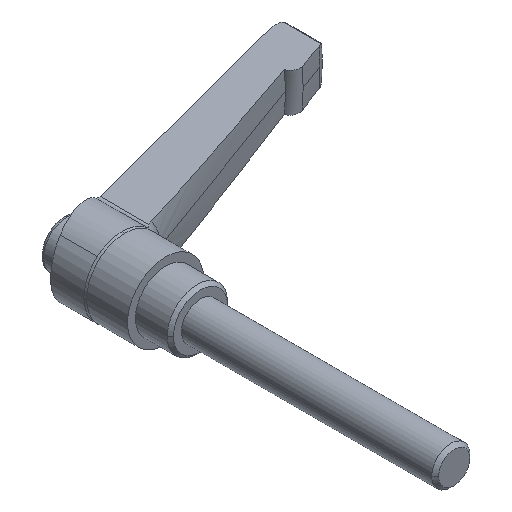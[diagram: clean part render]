
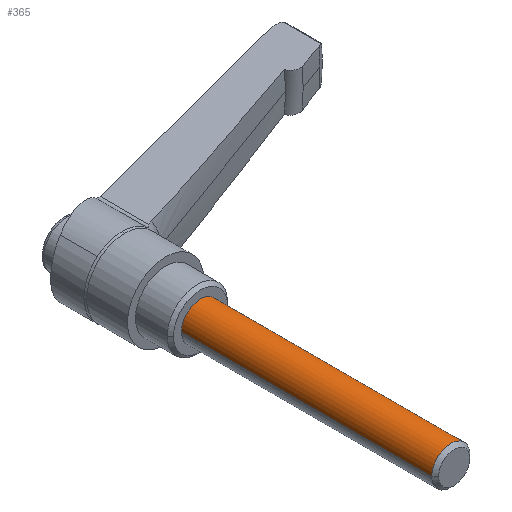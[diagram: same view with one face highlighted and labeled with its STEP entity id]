
A CAD part, isometric view. The second image highlights one B-rep face of the part: STEP entity #365.
In plain terms, the highlighted cylindrical face has radius 6 mm (diameter 12 mm), a partial arc.
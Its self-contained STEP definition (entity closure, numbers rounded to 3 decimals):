
#321 = EDGE_CURVE( '', #727, #427, #812, .T. );
#365 = ADVANCED_FACE( '', ( #859 ), #860, .T. );
#401 = EDGE_CURVE( '', #523, #669, #902, .T. );
#427 = VERTEX_POINT( '', #929 );
#439 = EDGE_CURVE( '', #523, #727, #942, .T. );
#523 = VERTEX_POINT( '', #1031 );
#669 = VERTEX_POINT( '', #1194 );
#707 = EDGE_CURVE( '', #427, #669, #1237, .T. );
#727 = VERTEX_POINT( '', #1262 );
#812 = CIRCLE( '', #1405, 6. );
#859 = FACE_OUTER_BOUND( '', #1483, .T. );
#860 = CYLINDRICAL_SURFACE( '', #1484, 6. );
#902 = CIRCLE( '', #1533, 6. );
#929 = CARTESIAN_POINT( '', ( 6., -78.927, 0. ) );
#942 = LINE( '', #1612, #1613 );
#1031 = CARTESIAN_POINT( '', ( -6., 0., 0. ) );
#1194 = CARTESIAN_POINT( '', ( 6., 0., 0. ) );
#1237 = LINE( '', #2139, #2140 );
#1262 = CARTESIAN_POINT( '', ( -6., -78.927, 0. ) );
#1405 = AXIS2_PLACEMENT_3D( '', #2237, #2238, #2239 );
#1483 = EDGE_LOOP( '', ( #2296, #2297, #2298, #2299 ) );
#1484 = AXIS2_PLACEMENT_3D( '', #2300, #2301, #2302 );
#1533 = AXIS2_PLACEMENT_3D( '', #2368, #2369, #2370 );
#1612 = CARTESIAN_POINT( '', ( -6., -39.463, 0. ) );
#1613 = VECTOR( '', #2399, 1. );
#2139 = CARTESIAN_POINT( '', ( 6., -39.463, 0. ) );
#2140 = VECTOR( '', #2742, 1. );
#2237 = CARTESIAN_POINT( '', ( 0., -78.927, 0. ) );
#2238 = DIRECTION( '', ( 0., 1., 0. ) );
#2239 = DIRECTION( '', ( 1., 0., 0. ) );
#2296 = ORIENTED_EDGE( '', *, *, #707, .T. );
#2297 = ORIENTED_EDGE( '', *, *, #401, .F. );
#2298 = ORIENTED_EDGE( '', *, *, #439, .T. );
#2299 = ORIENTED_EDGE( '', *, *, #321, .T. );
#2300 = CARTESIAN_POINT( '', ( 0., -39.463, 0. ) );
#2301 = DIRECTION( '', ( 0., -1., 0. ) );
#2302 = DIRECTION( '', ( 1., 0., 0. ) );
#2368 = CARTESIAN_POINT( '', ( 0., 0., 0. ) );
#2369 = DIRECTION( '', ( 0., 1., 0. ) );
#2370 = DIRECTION( '', ( 1., 0., 0. ) );
#2399 = DIRECTION( '', ( 0., -1., 0. ) );
#2742 = DIRECTION( '', ( 0., 1., 0. ) );
